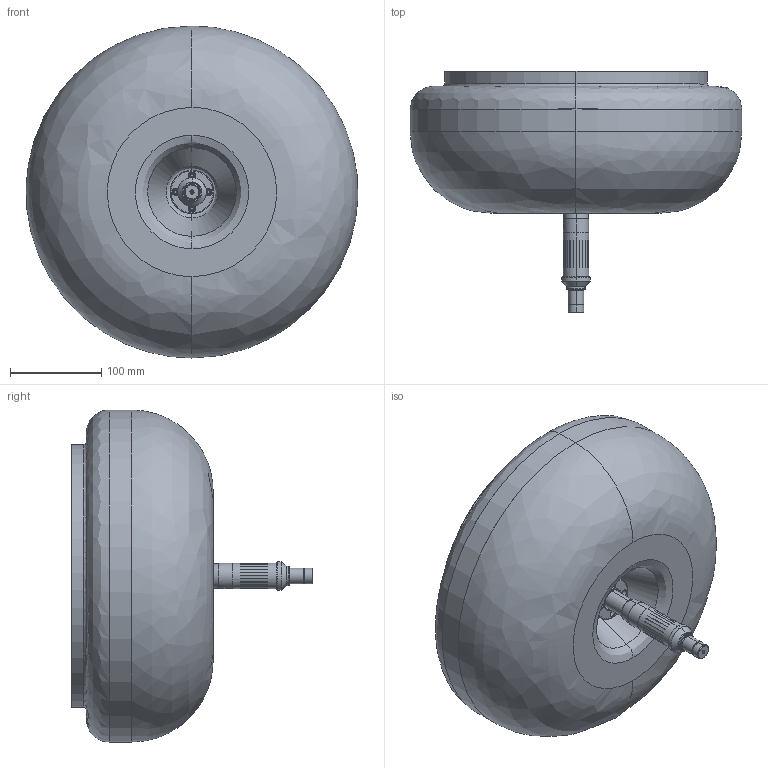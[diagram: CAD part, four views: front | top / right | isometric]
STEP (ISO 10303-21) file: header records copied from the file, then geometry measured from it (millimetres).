
FILE_DESCRIPTION(('FreeCAD Model'),'2;1');
FILE_NAME('Open CASCADE Shape Model','2025-04-29T18:49:10',('FreeCAD'),( 'FreeCAD'),'Open CASCADE STEP processor 7.6','FreeCAD','Unknown');
FILE_SCHEMA(('AUTOMOTIVE_DESIGN { 1 0 10303 214 1 1 1 1 }'));
Products named in the file (1): Open CASCADE STEP translator 7.6 1
Bounding box: 362.73 x 264.2 x 362.97 mm (x, y, z)
Volume: 2083550.6 mm3; surface area: 869370.1 mm2
Topology: 12 solids, 12 shells, 2220 faces, 5296 edges, 3253 vertices
Faces by surface type: bspline 2220
Entity records: 73316 total; most frequent: CARTESIAN_POINT 41765, ORIENTED_EDGE 10592, EDGE_CURVE 5296, B_SPLINE_CURVE_WITH_KNOTS 3943, VERTEX_POINT 3253, FACE_BOUND 2419, EDGE_LOOP 2419, ADVANCED_FACE 2220
